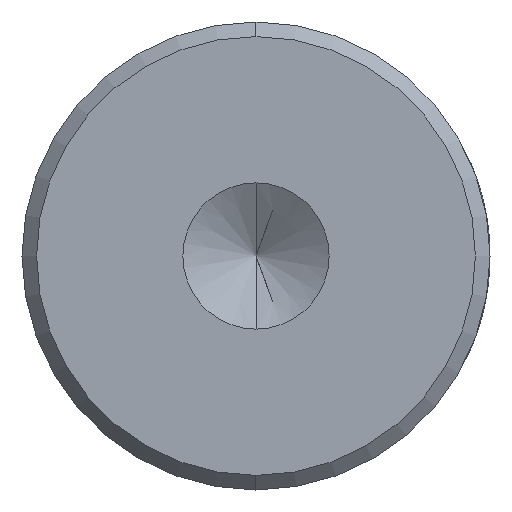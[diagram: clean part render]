
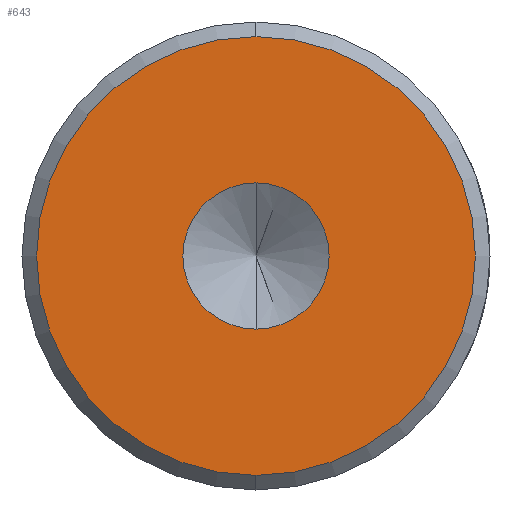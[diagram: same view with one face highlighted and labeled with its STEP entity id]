
A CAD part, left-side view. The second image highlights one B-rep face of the part: STEP entity #643.
In plain terms, the highlighted planar face has unit normal (-1, 0, 0).
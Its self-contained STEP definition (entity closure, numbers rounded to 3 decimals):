
#15 = FACE_BOUND ( 'NONE', #391, .T. ) ;
#17 = CIRCLE ( 'NONE', #241, 2.5 ) ;
#20 = DIRECTION ( 'NONE',  ( 0., 0., 1. ) ) ;
#27 = CARTESIAN_POINT ( 'NONE',  ( 0., 0., 0. ) ) ;
#41 = CARTESIAN_POINT ( 'NONE',  ( 0., 0., -2.5 ) ) ;
#45 = DIRECTION ( 'NONE',  ( -1., 0., 0. ) ) ;
#53 = ORIENTED_EDGE ( 'NONE', *, *, #293, .F. ) ;
#65 = CARTESIAN_POINT ( 'NONE',  ( 0., 0., 7.501 ) ) ;
#111 = VERTEX_POINT ( 'NONE', #65 ) ;
#126 = DIRECTION ( 'NONE',  ( 0., 0., 1. ) ) ;
#166 = AXIS2_PLACEMENT_3D ( 'NONE', #1042, #467, #1157 ) ;
#196 = ORIENTED_EDGE ( 'NONE', *, *, #1054, .F. ) ;
#205 = DIRECTION ( 'NONE',  ( -1., 0., 0. ) ) ;
#241 = AXIS2_PLACEMENT_3D ( 'NONE', #666, #45, #768 ) ;
#291 = EDGE_CURVE ( 'NONE', #679, #111, #586, .T. ) ;
#293 = EDGE_CURVE ( 'NONE', #1164, #388, #17, .T. ) ;
#388 = VERTEX_POINT ( 'NONE', #41 ) ;
#391 = EDGE_LOOP ( 'NONE', ( #53, #196 ) ) ;
#467 = DIRECTION ( 'NONE',  ( -1., 0., 0. ) ) ;
#473 = FACE_OUTER_BOUND ( 'NONE', #509, .T. ) ;
#497 = EDGE_CURVE ( 'NONE', #111, #679, #572, .T. ) ;
#498 = CARTESIAN_POINT ( 'NONE',  ( 0., 0., 2.5 ) ) ;
#509 = EDGE_LOOP ( 'NONE', ( #792, #748 ) ) ;
#560 = PLANE ( 'NONE',  #888 ) ;
#572 = CIRCLE ( 'NONE', #1179, 7.501 ) ;
#586 = CIRCLE ( 'NONE', #166, 7.501 ) ;
#643 = ADVANCED_FACE ( 'NONE', ( #473, #15 ), #560, .T. ) ;
#645 = DIRECTION ( 'NONE',  ( -1., 0., 0. ) ) ;
#652 = CARTESIAN_POINT ( 'NONE',  ( 0., 0., -7.501 ) ) ;
#666 = CARTESIAN_POINT ( 'NONE',  ( 0., 0., 0. ) ) ;
#679 = VERTEX_POINT ( 'NONE', #652 ) ;
#748 = ORIENTED_EDGE ( 'NONE', *, *, #497, .T. ) ;
#752 = DIRECTION ( 'NONE',  ( -1., 0., 0. ) ) ;
#768 = DIRECTION ( 'NONE',  ( 0., 0., 1. ) ) ;
#792 = ORIENTED_EDGE ( 'NONE', *, *, #291, .T. ) ;
#819 = CARTESIAN_POINT ( 'NONE',  ( 0., 0., 0. ) ) ;
#888 = AXIS2_PLACEMENT_3D ( 'NONE', #27, #752, #126 ) ;
#914 = DIRECTION ( 'NONE',  ( 0., 0., 1. ) ) ;
#1042 = CARTESIAN_POINT ( 'NONE',  ( 0., 0., 0. ) ) ;
#1054 = EDGE_CURVE ( 'NONE', #388, #1164, #1258, .T. ) ;
#1132 = AXIS2_PLACEMENT_3D ( 'NONE', #1236, #645, #20 ) ;
#1157 = DIRECTION ( 'NONE',  ( 0., 0., 1. ) ) ;
#1164 = VERTEX_POINT ( 'NONE', #498 ) ;
#1179 = AXIS2_PLACEMENT_3D ( 'NONE', #819, #205, #914 ) ;
#1236 = CARTESIAN_POINT ( 'NONE',  ( 0., 0., 0. ) ) ;
#1258 = CIRCLE ( 'NONE', #1132, 2.5 ) ;
